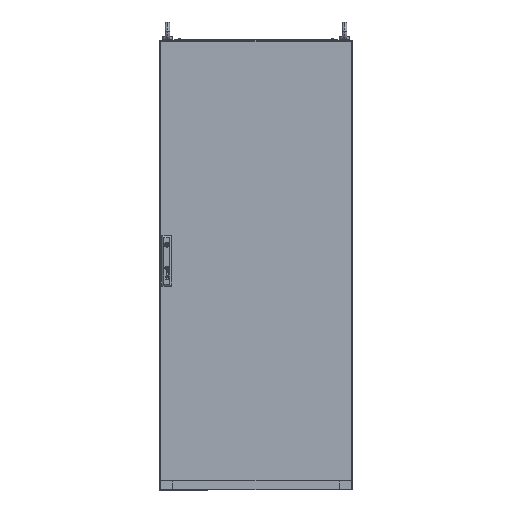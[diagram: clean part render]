
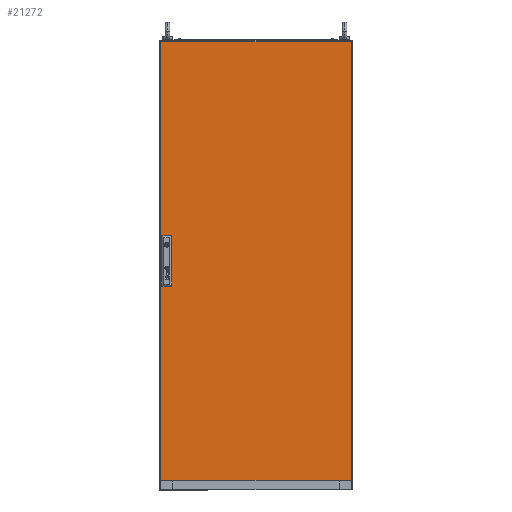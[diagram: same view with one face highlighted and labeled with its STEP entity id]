
A CAD part, top view. The second image highlights one B-rep face of the part: STEP entity #21272.
In plain terms, the highlighted planar face has unit normal (0, 0, 1).
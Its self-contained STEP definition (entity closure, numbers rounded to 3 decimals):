
#1406 = EDGE_CURVE ( 'NONE', #94371, #110078, #132405, .T. ) ;
#3791 = VERTEX_POINT ( 'NONE', #99756 ) ;
#4293 = VECTOR ( 'NONE', #44975, 1000. ) ;
#4549 = CARTESIAN_POINT ( 'NONE',  ( -265.7, 38.5, 0. ) ) ;
#6294 = LINE ( 'NONE', #31031, #28028 ) ;
#6733 = VECTOR ( 'NONE', #40362, 1000. ) ;
#7615 = FACE_BOUND ( 'NONE', #51183, .T. ) ;
#7928 = CARTESIAN_POINT ( 'NONE',  ( -265.7, -11.5, 0. ) ) ;
#8369 = EDGE_CURVE ( 'NONE', #83271, #91993, #55669, .T. ) ;
#11912 = CARTESIAN_POINT ( 'NONE',  ( -290.7, -61.5, 0. ) ) ;
#12547 = VERTEX_POINT ( 'NONE', #66366 ) ;
#12841 = VECTOR ( 'NONE', #89617, 1000. ) ;
#15477 = DIRECTION ( 'NONE',  ( 0., 1., 0. ) ) ;
#18958 = EDGE_CURVE ( 'NONE', #67657, #111173, #88275, .T. ) ;
#19992 = VECTOR ( 'NONE', #140766, 1000. ) ;
#21272 = ADVANCED_FACE ( 'NONE', ( #33870, #7615, #91718 ), #139706, .T. ) ;
#21606 = CARTESIAN_POINT ( 'NONE',  ( 297., 697., 0. ) ) ;
#28028 = VECTOR ( 'NONE', #148484, 1000. ) ;
#28089 = DIRECTION ( 'NONE',  ( 0., -1., 0. ) ) ;
#28227 = CARTESIAN_POINT ( 'NONE',  ( -290.7, 88.5, 0. ) ) ;
#31031 = CARTESIAN_POINT ( 'NONE',  ( -297., 697., 0. ) ) ;
#31627 = DIRECTION ( 'NONE',  ( 0., 1., 0. ) ) ;
#31633 = VECTOR ( 'NONE', #82571, 1000. ) ;
#33263 = VECTOR ( 'NONE', #51677, 1000. ) ;
#33870 = FACE_BOUND ( 'NONE', #103031, .T. ) ;
#34652 = VERTEX_POINT ( 'NONE', #67590 ) ;
#35466 = CARTESIAN_POINT ( 'NONE',  ( -265.7, 88.5, 0. ) ) ;
#36589 = ORIENTED_EDGE ( 'NONE', *, *, #8369, .F. ) ;
#39150 = DIRECTION ( 'NONE',  ( 0., -1., 0. ) ) ;
#40362 = DIRECTION ( 'NONE',  ( 1., 0., 0. ) ) ;
#40438 = CARTESIAN_POINT ( 'NONE',  ( -265.7, -61.5, 0. ) ) ;
#42920 = EDGE_CURVE ( 'NONE', #91993, #72838, #110424, .T. ) ;
#44975 = DIRECTION ( 'NONE',  ( -1., 0., 0. ) ) ;
#45410 = DIRECTION ( 'NONE',  ( 0., 0., 1. ) ) ;
#46994 = EDGE_LOOP ( 'NONE', ( #109601, #128911, #127542, #136712 ) ) ;
#47948 = EDGE_CURVE ( 'NONE', #56506, #12547, #126662, .T. ) ;
#50002 = CARTESIAN_POINT ( 'NONE',  ( -290.7, -61.5, 0. ) ) ;
#51183 = EDGE_LOOP ( 'NONE', ( #58870, #125429, #152493, #79248 ) ) ;
#51677 = DIRECTION ( 'NONE',  ( 1., 0., 0. ) ) ;
#53322 = EDGE_CURVE ( 'NONE', #3791, #127901, #60790, .T. ) ;
#55669 = LINE ( 'NONE', #102059, #12841 ) ;
#56506 = VERTEX_POINT ( 'NONE', #58242 ) ;
#57010 = CARTESIAN_POINT ( 'NONE',  ( -265.7, -61.5, 0. ) ) ;
#57315 = CARTESIAN_POINT ( 'NONE',  ( -265.7, -11.5, 0. ) ) ;
#58242 = CARTESIAN_POINT ( 'NONE',  ( 297., -670., 0. ) ) ;
#58870 = ORIENTED_EDGE ( 'NONE', *, *, #53322, .F. ) ;
#60790 = LINE ( 'NONE', #50002, #142466 ) ;
#62348 = EDGE_CURVE ( 'NONE', #34652, #83271, #152177, .T. ) ;
#62867 = CARTESIAN_POINT ( 'NONE',  ( -297., 697., 0. ) ) ;
#65844 = LINE ( 'NONE', #105971, #19992 ) ;
#65846 = VECTOR ( 'NONE', #28089, 1000. ) ;
#66366 = CARTESIAN_POINT ( 'NONE',  ( 297., 697., 0. ) ) ;
#67590 = CARTESIAN_POINT ( 'NONE',  ( -265.7, 88.5, 0. ) ) ;
#67657 = VERTEX_POINT ( 'NONE', #57010 ) ;
#70485 = DIRECTION ( 'NONE',  ( 0., 1., 0. ) ) ;
#72479 = CARTESIAN_POINT ( 'NONE',  ( -297., -670., 0. ) ) ;
#72838 = VERTEX_POINT ( 'NONE', #115503 ) ;
#73100 = VECTOR ( 'NONE', #31627, 1000. ) ;
#73282 = VECTOR ( 'NONE', #70485, 1000. ) ;
#79248 = ORIENTED_EDGE ( 'NONE', *, *, #133506, .F. ) ;
#79468 = DIRECTION ( 'NONE',  ( 1., 0., 0. ) ) ;
#82571 = DIRECTION ( 'NONE',  ( -1., 0., 0. ) ) ;
#83271 = VERTEX_POINT ( 'NONE', #28227 ) ;
#86334 = EDGE_CURVE ( 'NONE', #12547, #94371, #6294, .T. ) ;
#88275 = LINE ( 'NONE', #40438, #73282 ) ;
#89327 = ORIENTED_EDGE ( 'NONE', *, *, #42920, .F. ) ;
#89617 = DIRECTION ( 'NONE',  ( 0., -1., 0. ) ) ;
#91531 = CARTESIAN_POINT ( 'NONE',  ( -297., 697., 0. ) ) ;
#91718 = FACE_OUTER_BOUND ( 'NONE', #46994, .T. ) ;
#91993 = VERTEX_POINT ( 'NONE', #142645 ) ;
#94371 = VERTEX_POINT ( 'NONE', #91531 ) ;
#98484 = AXIS2_PLACEMENT_3D ( 'NONE', #128136, #45410, #79468 ) ;
#99756 = CARTESIAN_POINT ( 'NONE',  ( -290.7, -11.5, 0. ) ) ;
#102059 = CARTESIAN_POINT ( 'NONE',  ( -290.7, 38.5, 0. ) ) ;
#103031 = EDGE_LOOP ( 'NONE', ( #36589, #119039, #121327, #89327 ) ) ;
#105971 = CARTESIAN_POINT ( 'NONE',  ( -265.7, -61.5, 0. ) ) ;
#108982 = EDGE_CURVE ( 'NONE', #72838, #34652, #122073, .T. ) ;
#109601 = ORIENTED_EDGE ( 'NONE', *, *, #1406, .T. ) ;
#110078 = VERTEX_POINT ( 'NONE', #72479 ) ;
#110424 = LINE ( 'NONE', #4549, #33263 ) ;
#111173 = VERTEX_POINT ( 'NONE', #57315 ) ;
#111891 = EDGE_CURVE ( 'NONE', #111173, #3791, #150842, .T. ) ;
#115503 = CARTESIAN_POINT ( 'NONE',  ( -265.7, 38.5, 0. ) ) ;
#119039 = ORIENTED_EDGE ( 'NONE', *, *, #62348, .F. ) ;
#119240 = LINE ( 'NONE', #133099, #6733 ) ;
#121327 = ORIENTED_EDGE ( 'NONE', *, *, #108982, .F. ) ;
#122073 = LINE ( 'NONE', #145282, #127577 ) ;
#125429 = ORIENTED_EDGE ( 'NONE', *, *, #111891, .F. ) ;
#126662 = LINE ( 'NONE', #21606, #73100 ) ;
#127542 = ORIENTED_EDGE ( 'NONE', *, *, #47948, .T. ) ;
#127577 = VECTOR ( 'NONE', #15477, 1000. ) ;
#127901 = VERTEX_POINT ( 'NONE', #11912 ) ;
#128136 = CARTESIAN_POINT ( 'NONE',  ( 0., 0., 0. ) ) ;
#128911 = ORIENTED_EDGE ( 'NONE', *, *, #141363, .T. ) ;
#132405 = LINE ( 'NONE', #62867, #65846 ) ;
#133099 = CARTESIAN_POINT ( 'NONE',  ( -297., -670., 0. ) ) ;
#133506 = EDGE_CURVE ( 'NONE', #127901, #67657, #65844, .T. ) ;
#136712 = ORIENTED_EDGE ( 'NONE', *, *, #86334, .T. ) ;
#139706 = PLANE ( 'NONE',  #98484 ) ;
#140766 = DIRECTION ( 'NONE',  ( 1., 0., 0. ) ) ;
#141363 = EDGE_CURVE ( 'NONE', #110078, #56506, #119240, .T. ) ;
#142466 = VECTOR ( 'NONE', #39150, 1000. ) ;
#142645 = CARTESIAN_POINT ( 'NONE',  ( -290.7, 38.5, 0. ) ) ;
#145282 = CARTESIAN_POINT ( 'NONE',  ( -265.7, 38.5, 0. ) ) ;
#148484 = DIRECTION ( 'NONE',  ( -1., 0., 0. ) ) ;
#150842 = LINE ( 'NONE', #7928, #4293 ) ;
#152177 = LINE ( 'NONE', #35466, #31633 ) ;
#152493 = ORIENTED_EDGE ( 'NONE', *, *, #18958, .F. ) ;
